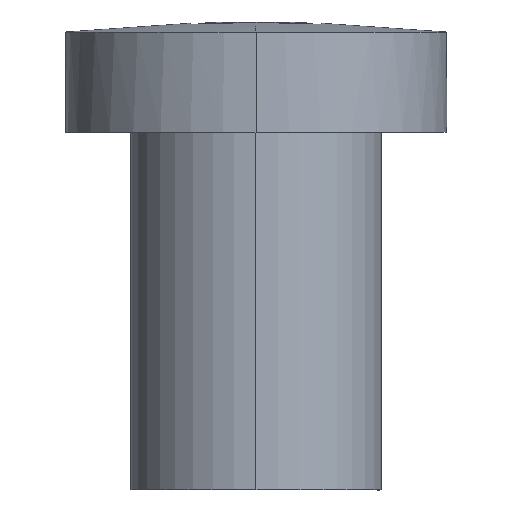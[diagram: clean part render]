
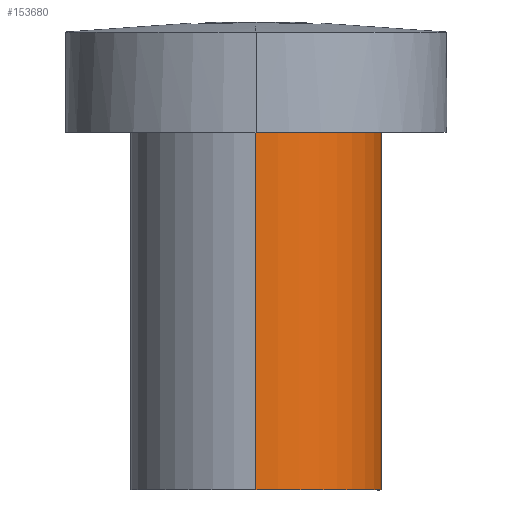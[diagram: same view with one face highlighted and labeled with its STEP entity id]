
A CAD part, left-side view. The second image highlights one B-rep face of the part: STEP entity #153680.
In plain terms, the highlighted cylindrical face has radius 6.25 mm (diameter 12.5 mm), a partial arc.
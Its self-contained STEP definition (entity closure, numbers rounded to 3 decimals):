
#149900=CARTESIAN_POINT('',(50.734,-1.24,
10.5));
#149910=DIRECTION('',(0.,0.,1.));
#149920=DIRECTION('',(1.,0.,0.));
#149930=AXIS2_PLACEMENT_3D('',#149900,#149910,#149920);
#149940=CIRCLE('',#149930,6.25);
#149950=CARTESIAN_POINT('',(56.984,-1.24,
10.5));
#149960=VERTEX_POINT('',#149950);
#149970=CARTESIAN_POINT('',(44.484,-1.24,
10.5));
#149980=VERTEX_POINT('',#149970);
#150010=EDGE_CURVE('',#149980,#149960,#149940,.T.);
#153370=CARTESIAN_POINT('',(50.734,-1.24,
-13.5));
#153380=DIRECTION('',(0.,0.,1.));
#153390=DIRECTION('',(1.,0.,0.));
#153400=AXIS2_PLACEMENT_3D('',#153370,#153380,#153390);
#153410=CYLINDRICAL_SURFACE('',#153400,6.25);
#153420=CARTESIAN_POINT('',(56.984,-1.24,
-13.5));
#153430=DIRECTION('',(0.,0.,1.));
#153440=VECTOR('',#153430,1.);
#153450=LINE('',#153420,#153440);
#153460=CARTESIAN_POINT('',(56.984,-1.24,
-7.3));
#153470=VERTEX_POINT('',#153460);
#153480=EDGE_CURVE('',#153470,#149960,#153450,.T.);
#153490=ORIENTED_EDGE('',*,*,#153480,.T.);
#153500=CARTESIAN_POINT('',(50.734,-1.24,
-7.3));
#153510=DIRECTION('',(0.,0.,1.));
#153520=DIRECTION('',(1.,0.,0.));
#153530=AXIS2_PLACEMENT_3D('',#153500,#153510,#153520);
#153540=CIRCLE('',#153530,6.25);
#153550=CARTESIAN_POINT('',(44.484,-1.24,
-7.3));
#153560=VERTEX_POINT('',#153550);
#153570=EDGE_CURVE('',#153560,#153470,#153540,.T.);
#153580=ORIENTED_EDGE('',*,*,#153570,.T.);
#153590=CARTESIAN_POINT('',(44.484,-1.24,
-13.5));
#153600=DIRECTION('',(0.,0.,1.));
#153610=VECTOR('',#153600,1.);
#153620=LINE('',#153590,#153610);
#153630=EDGE_CURVE('',#153560,#149980,#153620,.T.);
#153640=ORIENTED_EDGE('',*,*,#153630,.F.);
#153650=ORIENTED_EDGE('',*,*,#150010,.F.);
#153660=EDGE_LOOP('',(#153650,#153640,#153580,#153490));
#153670=FACE_OUTER_BOUND('',#153660,.T.);
#153680=ADVANCED_FACE('',(#153670),#153410,.T.);
